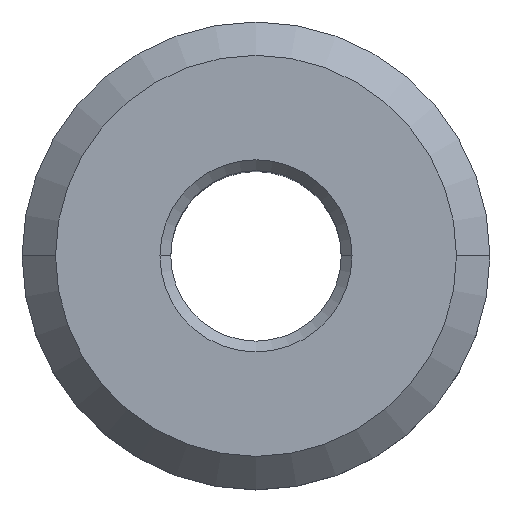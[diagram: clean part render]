
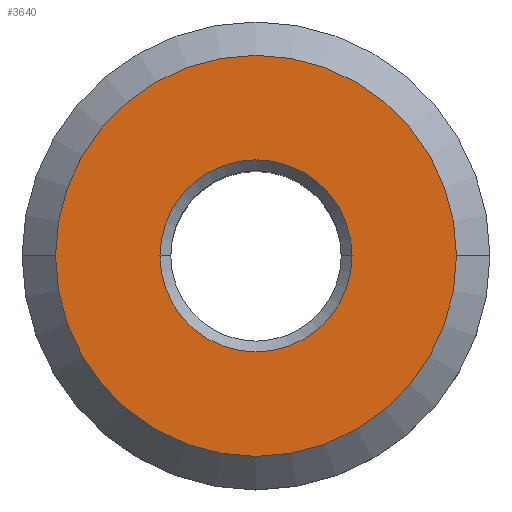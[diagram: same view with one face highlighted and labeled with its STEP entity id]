
A CAD part, top view. The second image highlights one B-rep face of the part: STEP entity #3640.
In plain terms, the highlighted planar face has unit normal (0, 0, 1).
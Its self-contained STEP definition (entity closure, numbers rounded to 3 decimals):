
#181 = EDGE_CURVE ( 'NONE', #6904, #1923, #4227, .T. ) ;
#559 = ORIENTED_EDGE ( 'NONE', *, *, #7071, .T. ) ;
#668 = AXIS2_PLACEMENT_3D ( 'NONE', #6915, #3276, #7491 ) ;
#690 = DIRECTION ( 'NONE',  ( -1., 0., 0. ) ) ;
#728 = CARTESIAN_POINT ( 'NONE',  ( 0., 0., 0. ) ) ;
#731 = CARTESIAN_POINT ( 'NONE',  ( 0., 0., 0. ) ) ;
#917 = EDGE_CURVE ( 'NONE', #1172, #1629, #7469, .T. ) ;
#1104 = CARTESIAN_POINT ( 'NONE',  ( 12., 0., 0. ) ) ;
#1172 = VERTEX_POINT ( 'NONE', #1997 ) ;
#1272 = CARTESIAN_POINT ( 'NONE',  ( 0., 0., 0. ) ) ;
#1292 = DIRECTION ( 'NONE',  ( 1., 0., 0. ) ) ;
#1436 = ORIENTED_EDGE ( 'NONE', *, *, #917, .T. ) ;
#1534 = ORIENTED_EDGE ( 'NONE', *, *, #5363, .T. ) ;
#1624 = FACE_BOUND ( 'NONE', #5536, .T. ) ;
#1629 = VERTEX_POINT ( 'NONE', #2449 ) ;
#1707 = CARTESIAN_POINT ( 'NONE',  ( 0., 0., 0. ) ) ;
#1859 = ORIENTED_EDGE ( 'NONE', *, *, #181, .T. ) ;
#1923 = VERTEX_POINT ( 'NONE', #4592 ) ;
#1997 = CARTESIAN_POINT ( 'NONE',  ( -5.75, 0., 0. ) ) ;
#2449 = CARTESIAN_POINT ( 'NONE',  ( 5.75, 0., 0. ) ) ;
#2532 = DIRECTION ( 'NONE',  ( 1., 0., 0. ) ) ;
#2895 = DIRECTION ( 'NONE',  ( 0., 0., 1. ) ) ;
#3276 = DIRECTION ( 'NONE',  ( 0., 0., -1. ) ) ;
#3640 = ADVANCED_FACE ( 'NONE', ( #1624, #4816 ), #5417, .T. ) ;
#3674 = CIRCLE ( 'NONE', #668, 5.75 ) ;
#4227 = CIRCLE ( 'NONE', #7383, 12. ) ;
#4592 = CARTESIAN_POINT ( 'NONE',  ( -12., 0., 0. ) ) ;
#4816 = FACE_OUTER_BOUND ( 'NONE', #4958, .T. ) ;
#4925 = DIRECTION ( 'NONE',  ( 0., 0., 1. ) ) ;
#4935 = DIRECTION ( 'NONE',  ( 0., 0., 1. ) ) ;
#4958 = EDGE_LOOP ( 'NONE', ( #559, #1859 ) ) ;
#5258 = CIRCLE ( 'NONE', #6910, 12. ) ;
#5363 = EDGE_CURVE ( 'NONE', #1629, #1172, #3674, .T. ) ;
#5417 = PLANE ( 'NONE',  #7314 ) ;
#5536 = EDGE_LOOP ( 'NONE', ( #1534, #1436 ) ) ;
#6139 = DIRECTION ( 'NONE',  ( 0., 0., -1. ) ) ;
#6145 = DIRECTION ( 'NONE',  ( -1., 0., 0. ) ) ;
#6534 = AXIS2_PLACEMENT_3D ( 'NONE', #728, #6139, #2532 ) ;
#6904 = VERTEX_POINT ( 'NONE', #1104 ) ;
#6910 = AXIS2_PLACEMENT_3D ( 'NONE', #731, #4925, #6145 ) ;
#6915 = CARTESIAN_POINT ( 'NONE',  ( 0., 0., 0. ) ) ;
#7071 = EDGE_CURVE ( 'NONE', #1923, #6904, #5258, .T. ) ;
#7314 = AXIS2_PLACEMENT_3D ( 'NONE', #1707, #2895, #1292 ) ;
#7383 = AXIS2_PLACEMENT_3D ( 'NONE', #1272, #4935, #690 ) ;
#7469 = CIRCLE ( 'NONE', #6534, 5.75 ) ;
#7491 = DIRECTION ( 'NONE',  ( 1., 0., 0. ) ) ;
